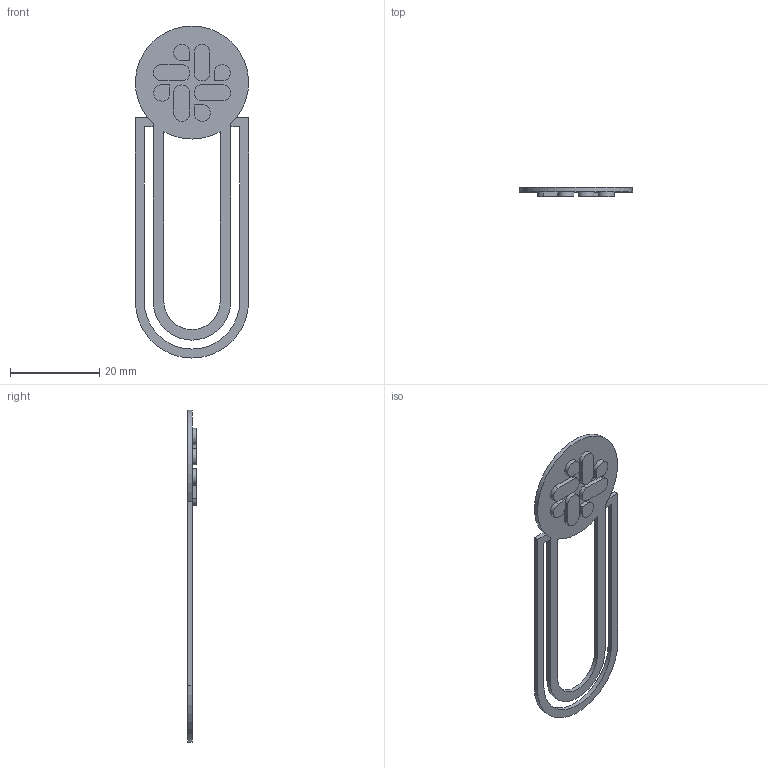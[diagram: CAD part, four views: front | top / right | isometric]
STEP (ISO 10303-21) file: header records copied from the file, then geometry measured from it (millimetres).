
FILE_DESCRIPTION(/* description */ ('STEP AP242','CAx-IF Rec.Pracs.---Representation and Presentation of Product Manufacturing Information (PMI)---4.0---2014-10-13','CAx-IF Rec.Pracs.---3D Tessellated Geometry---0.4---2014-09-14','2;1'),/* implementation_level */ '2;1');
FILE_NAME(/* name */ '6695f760fe16fe2b5a5c484f',/* time_stamp */ '2024-07-16T04:30:24Z',/* author */ (''),/* organization */ (''),/* preprocessor_version */ 'ST-DEVELOPER v20',/* originating_system */ ' ',/* authorisation */ ' ');
FILE_SCHEMA (('AP242_MANAGED_MODEL_BASED_3D_ENGINEERING_MIM_LF { 1 0 10303 442 1 1 4 }'));
Length unit declared in the file: metre
Products named in the file (2): Part 2; Part 1
Bounding box: 25.43 x 2 x 74.52 mm (x, y, z)
Volume: 1145.3 mm3; surface area: 2645.4 mm2
Topology: 2 solids, 2 shells, 62 faces, 150 edges, 100 vertices
Faces by surface type: plane 42, cylinder 20
Entity records: 1866 total; most frequent: DIRECTION 318, CARTESIAN_POINT 314, ORIENTED_EDGE 300, EDGE_CURVE 150, LINE 110, VECTOR 110, AXIS2_PLACEMENT_3D 104, VERTEX_POINT 100
